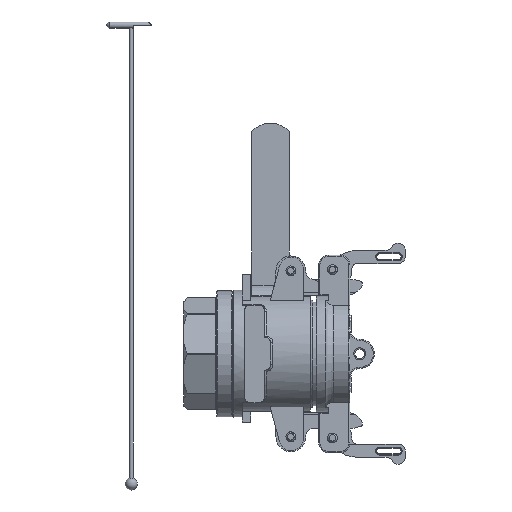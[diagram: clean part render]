
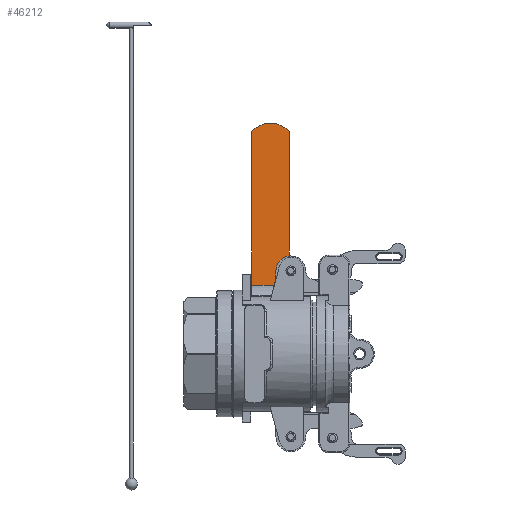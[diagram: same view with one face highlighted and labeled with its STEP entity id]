
A CAD part, front view. The second image highlights one B-rep face of the part: STEP entity #46212.
In plain terms, the highlighted planar face has unit normal (0, -1, 0).
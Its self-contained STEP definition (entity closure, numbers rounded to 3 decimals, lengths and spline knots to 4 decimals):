
#1010=PLANE('',#49273);
#5419=LINE('',#85487,#8967);
#5432=LINE('',#85520,#8980);
#5438=LINE('',#85540,#8986);
#8967=VECTOR('',#55504,0.3937);
#8980=VECTOR('',#55529,0.3937);
#8986=VECTOR('',#55553,0.3937);
#14189=FACE_OUTER_BOUND('',#16984,.T.);
#16984=EDGE_LOOP('',(#37440,#37441,#37442,#37443));
#19216=CIRCLE('',#49274,0.625);
#22077=VERTEX_POINT('',#85484);
#22078=VERTEX_POINT('',#85486);
#22091=VERTEX_POINT('',#85517);
#22092=VERTEX_POINT('',#85519);
#27565=EDGE_CURVE('',#22077,#22078,#5419,.T.);
#27582=EDGE_CURVE('',#22091,#22092,#5432,.T.);
#27593=EDGE_CURVE('',#22092,#22077,#5438,.T.);
#27595=EDGE_CURVE('',#22091,#22078,#19216,.T.);
#37440=ORIENTED_EDGE('',*,*,#27593,.F.);
#37441=ORIENTED_EDGE('',*,*,#27582,.F.);
#37442=ORIENTED_EDGE('',*,*,#27595,.T.);
#37443=ORIENTED_EDGE('',*,*,#27565,.F.);
#46212=ADVANCED_FACE('',(#14189),#1010,.T.);
#49273=AXIS2_PLACEMENT_3D('',#85542,#55555,#55556);
#49274=AXIS2_PLACEMENT_3D('',#85543,#55557,#55558);
#55504=DIRECTION('',(-1.,0.,0.));
#55529=DIRECTION('',(1.,0.,0.));
#55553=DIRECTION('',(0.,0.,-1.));
#55555=DIRECTION('center_axis',(0.,-1.,0.));
#55556=DIRECTION('ref_axis',(1.,0.,0.));
#55557=DIRECTION('center_axis',(0.,-1.,0.));
#55558=DIRECTION('ref_axis',(0.65,0.,0.76));
#85484=CARTESIAN_POINT('',(-2.3892,0.86,-0.475));
#85486=CARTESIAN_POINT('',(-6.3212,0.86,-0.475));
#85487=CARTESIAN_POINT('',(-2.1821,0.86,-0.475));
#85517=CARTESIAN_POINT('',(-6.3212,0.86,0.475));
#85519=CARTESIAN_POINT('',(-2.3892,0.86,0.475));
#85520=CARTESIAN_POINT('',(-2.1821,0.86,0.475));
#85540=CARTESIAN_POINT('',(-2.3892,0.86,0.));
#85542=CARTESIAN_POINT('Origin',(-6.54,0.86,0.));
#85543=CARTESIAN_POINT('Origin',(-5.915,0.86,0.));
